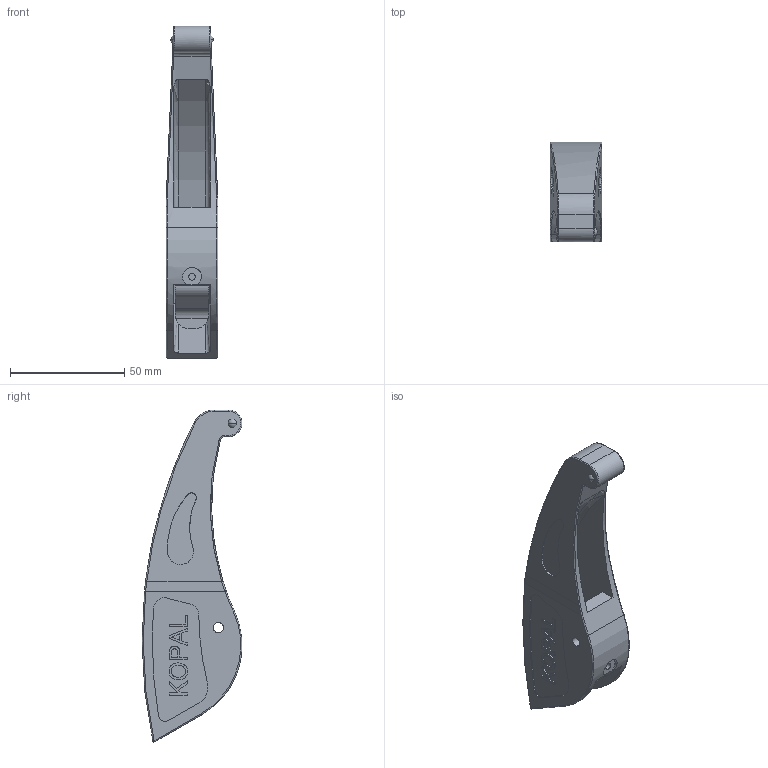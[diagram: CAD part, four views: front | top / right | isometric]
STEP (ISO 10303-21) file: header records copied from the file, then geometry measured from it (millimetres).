
FILE_DESCRIPTION (( 'STEP AP214' ), '1' );
FILE_NAME ('SW3dPS-25540.step', '2009-08-28T14:15:26', ( 'sysAdmin' ), ( 'SolidWorks' ), 'SwSTEP 2.0', 'SolidWorks 2009', '' );
FILE_SCHEMA (( 'AUTOMOTIVE_DESIGN' ));
Length unit declared in the file: millimetre
Products named in the file (1): SW3dPS-25540
Bounding box: 22.75 x 43.8 x 145.47 mm (x, y, z)
Volume: 43633.3 mm3; surface area: 23206.6 mm2
Topology: 2 solids, 2 shells, 248 faces, 625 edges, 402 vertices
Faces by surface type: plane 129, cylinder 56, bspline 46, torus 10, sphere 7
Entity records: 9825 total; most frequent: CARTESIAN_POINT 4093, ORIENTED_EDGE 1250, DIRECTION 1032, EDGE_CURVE 625, VERTEX_POINT 402, VECTOR 382, LINE 382, AXIS2_PLACEMENT_3D 325
